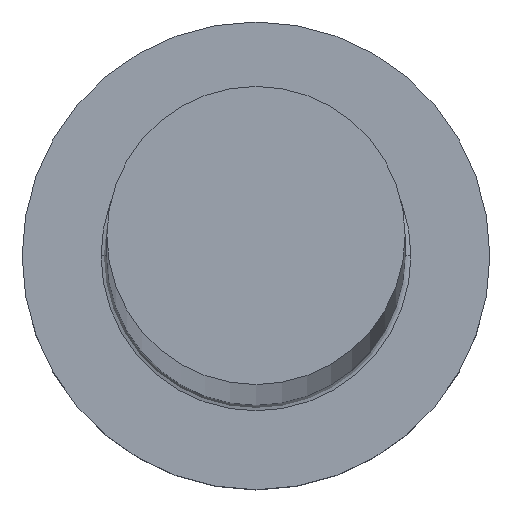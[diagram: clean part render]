
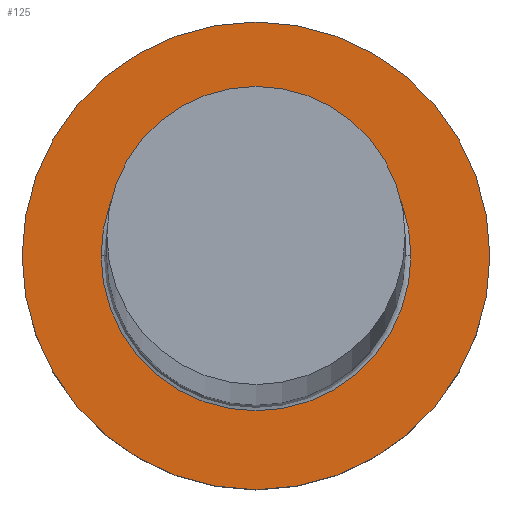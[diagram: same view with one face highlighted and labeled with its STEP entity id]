
A CAD part, top view. The second image highlights one B-rep face of the part: STEP entity #125.
In plain terms, the highlighted planar face has unit normal (0, 0, 1).
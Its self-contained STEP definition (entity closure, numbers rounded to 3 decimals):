
#9 = EDGE_CURVE ( 'NONE', #272, #68, #20, .T. ) ;
#16 = CARTESIAN_POINT ( 'NONE',  ( 0., 0., 5. ) ) ;
#18 = CARTESIAN_POINT ( 'NONE',  ( 0., 0., 5. ) ) ;
#20 = CIRCLE ( 'NONE', #44, 8. ) ;
#36 = CARTESIAN_POINT ( 'NONE',  ( 0., 0., 5. ) ) ;
#37 = AXIS2_PLACEMENT_3D ( 'NONE', #36, #88, #113 ) ;
#41 = ORIENTED_EDGE ( 'NONE', *, *, #9, .T. ) ;
#44 = AXIS2_PLACEMENT_3D ( 'NONE', #18, #302, #255 ) ;
#45 = AXIS2_PLACEMENT_3D ( 'NONE', #262, #47, #144 ) ;
#46 = EDGE_CURVE ( 'NONE', #60, #186, #174, .T. ) ;
#47 = DIRECTION ( 'NONE',  ( 0., 0., -1. ) ) ;
#49 = CARTESIAN_POINT ( 'NONE',  ( -5.3, 0., 5. ) ) ;
#55 = EDGE_CURVE ( 'NONE', #68, #272, #301, .T. ) ;
#58 = ORIENTED_EDGE ( 'NONE', *, *, #46, .T. ) ;
#60 = VERTEX_POINT ( 'NONE', #64 ) ;
#64 = CARTESIAN_POINT ( 'NONE',  ( 5.3, 0., 5. ) ) ;
#68 = VERTEX_POINT ( 'NONE', #300 ) ;
#70 = FACE_BOUND ( 'NONE', #132, .T. ) ;
#86 = AXIS2_PLACEMENT_3D ( 'NONE', #90, #185, #160 ) ;
#88 = DIRECTION ( 'NONE',  ( 0., 0., 1. ) ) ;
#90 = CARTESIAN_POINT ( 'NONE',  ( 0., 0., 5. ) ) ;
#113 = DIRECTION ( 'NONE',  ( 1., 0., 0. ) ) ;
#123 = CARTESIAN_POINT ( 'NONE',  ( -8., 0., 5. ) ) ;
#125 = ADVANCED_FACE ( 'NONE', ( #70, #208 ), #190, .T. ) ;
#132 = EDGE_LOOP ( 'NONE', ( #58, #161 ) ) ;
#134 = EDGE_CURVE ( 'NONE', #186, #60, #164, .T. ) ;
#144 = DIRECTION ( 'NONE',  ( 1., 0., 0. ) ) ;
#152 = ORIENTED_EDGE ( 'NONE', *, *, #55, .T. ) ;
#160 = DIRECTION ( 'NONE',  ( 1., 0., 0. ) ) ;
#161 = ORIENTED_EDGE ( 'NONE', *, *, #134, .T. ) ;
#164 = CIRCLE ( 'NONE', #45, 5.3 ) ;
#174 = CIRCLE ( 'NONE', #187, 5.3 ) ;
#185 = DIRECTION ( 'NONE',  ( 0., 0., 1. ) ) ;
#186 = VERTEX_POINT ( 'NONE', #49 ) ;
#187 = AXIS2_PLACEMENT_3D ( 'NONE', #16, #259, #210 ) ;
#190 = PLANE ( 'NONE',  #86 ) ;
#208 = FACE_OUTER_BOUND ( 'NONE', #227, .T. ) ;
#210 = DIRECTION ( 'NONE',  ( 1., 0., 0. ) ) ;
#227 = EDGE_LOOP ( 'NONE', ( #41, #152 ) ) ;
#255 = DIRECTION ( 'NONE',  ( 1., 0., 0. ) ) ;
#259 = DIRECTION ( 'NONE',  ( 0., 0., -1. ) ) ;
#262 = CARTESIAN_POINT ( 'NONE',  ( 0., 0., 5. ) ) ;
#272 = VERTEX_POINT ( 'NONE', #123 ) ;
#300 = CARTESIAN_POINT ( 'NONE',  ( 8., 0., 5. ) ) ;
#301 = CIRCLE ( 'NONE', #37, 8. ) ;
#302 = DIRECTION ( 'NONE',  ( 0., 0., 1. ) ) ;
